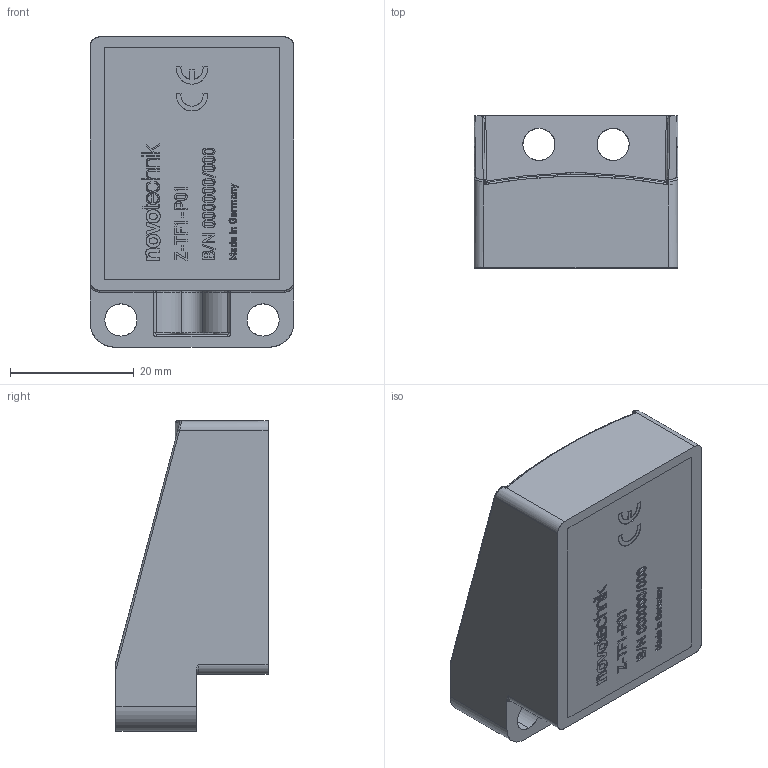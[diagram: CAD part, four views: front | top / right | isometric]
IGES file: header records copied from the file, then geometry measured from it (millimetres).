
Start section: SolidWorks IGES file using analytic representation for surfaces
Global section: file name: Z-TF1-P01.IGS; native system: SolidWorks 2014; preprocessor: SolidWorks 2014; author: thiel; date: 170803.082909; units: millimetre
Bounding box: 33 x 24.6 x 50.2 mm (x, y, z)
Surface area: 8254.9 mm2 (no closed solid volume)
Topology: 0 solids, 0 shells, 770 faces, 9692 edges, 9690 vertices
Faces by surface type: bspline 713, revolution 57
